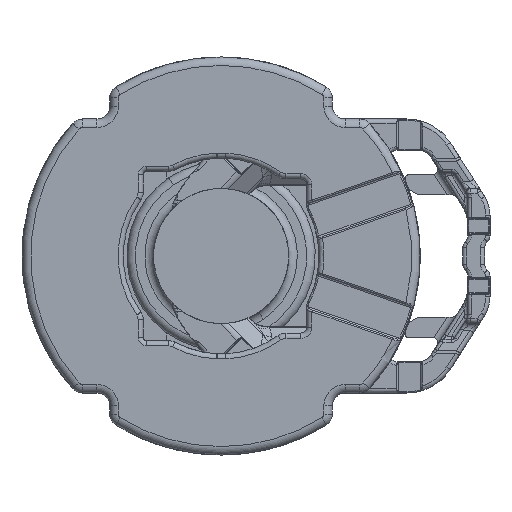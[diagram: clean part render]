
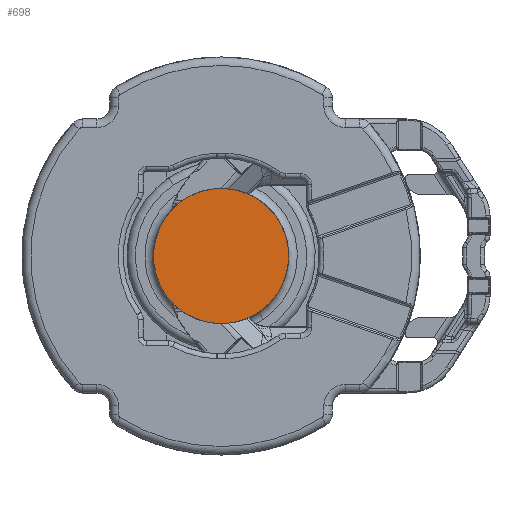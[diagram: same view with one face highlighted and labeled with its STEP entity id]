
A CAD part, left-side view. The second image highlights one B-rep face of the part: STEP entity #698.
In plain terms, the highlighted planar face has unit normal (-1, 0, 0).
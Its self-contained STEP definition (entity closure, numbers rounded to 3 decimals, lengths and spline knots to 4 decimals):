
#667=AXIS2_PLACEMENT_3D('Circle Axis2P3D',#665,#666,$) ;
#679=AXIS2_PLACEMENT_3D('Circle Axis2P3D',#677,#678,$) ;
#692=AXIS2_PLACEMENT_3D('Plane Axis2P3D',#689,#690,#691) ;
#655=CARTESIAN_POINT('Vertex',(-18.98,1.573,-3.6178)) ;
#662=CARTESIAN_POINT('Vertex',(-18.98,-1.573,3.6178)) ;
#665=CARTESIAN_POINT('Axis2P3D Location',(-18.98,0.,0.)) ;
#677=CARTESIAN_POINT('Axis2P3D Location',(-18.98,0.,0.)) ;
#689=CARTESIAN_POINT('Axis2P3D Location',(-18.98,-0.4488,-4.9798)) ;
#666=DIRECTION('Axis2P3D Direction',(1.,0.,0.)) ;
#678=DIRECTION('Axis2P3D Direction',(1.,0.,0.)) ;
#690=DIRECTION('Axis2P3D Direction',(-1.,0.,0.)) ;
#691=DIRECTION('Axis2P3D XDirection',(0.,-0.09,-0.996)) ;
#695=ORIENTED_EDGE('',*,*,#669,.T.) ;
#696=ORIENTED_EDGE('',*,*,#681,.T.) ;
#698=ADVANCED_FACE('SAE Male 5/16"',(#697),#693,.T.) ;
#668=CIRCLE('generated circle',#667,3.945) ;
#680=CIRCLE('generated circle',#679,3.945) ;
#669=EDGE_CURVE('',#656,#663,#668,.F.) ;
#681=EDGE_CURVE('',#663,#656,#680,.F.) ;
#694=EDGE_LOOP('',(#695,#696)) ;
#697=FACE_OUTER_BOUND('',#694,.T.) ;
#693=PLANE('',#692) ;
#656=VERTEX_POINT('',#655) ;
#663=VERTEX_POINT('',#662) ;
